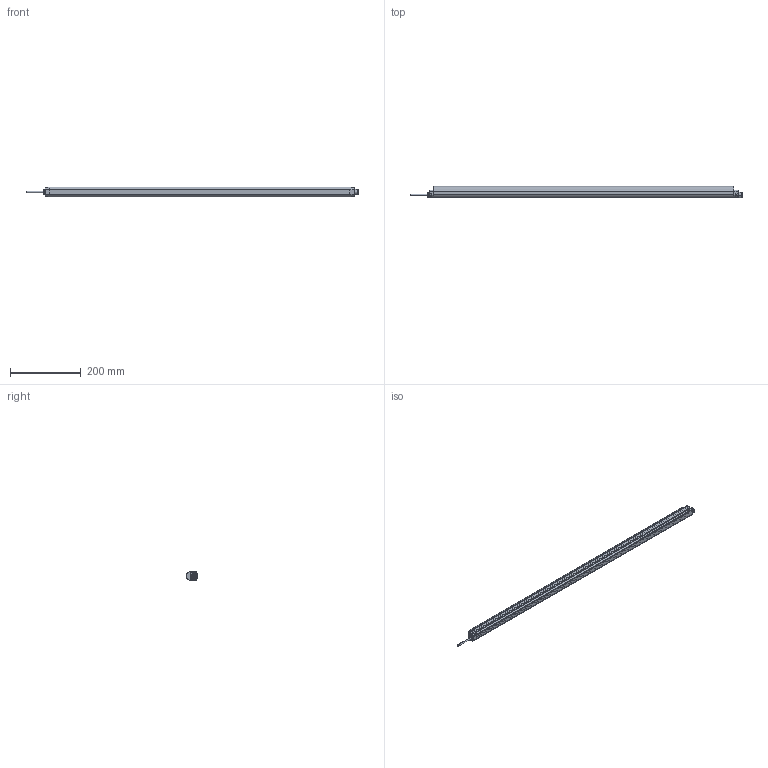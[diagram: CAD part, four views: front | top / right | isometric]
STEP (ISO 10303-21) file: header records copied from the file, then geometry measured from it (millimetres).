
FILE_DESCRIPTION((''),'2;1');
FILE_NAME('167020_SW','2012-09-04T',('banengservice'),('BANNER ENGINEERING'),'PRO/ENGINEER BY PARAMETRIC TECHNOLOGY CORPORATION, 2009141','PRO/ENGINEER BY PARAMETRIC TECHNOLOGY CORPORATION, 2009141','');
FILE_SCHEMA(('CONFIG_CONTROL_DESIGN'));
Length unit declared in the file: inch
Products named in the file (1): 167020_SW
Bounding box: 940.5 x 32.19 x 28 mm (x, y, z)
Volume: 378879 mm3; surface area: 234068.7 mm2
Topology: 2 solids, 2 shells, 1007 faces, 2538 edges, 1545 vertices
Faces by surface type: plane 325, cylinder 295, bspline 140, cone 133, torus 98, sphere 16
Entity records: 45080 total; most frequent: CARTESIAN_POINT 21585, ORIENTED_EDGE 5060, DIRECTION 4822, EDGE_CURVE 2530, AXIS2_PLACEMENT_3D 1861, VERTEX_POINT 1545, VECTOR 1100, LINE 1100
